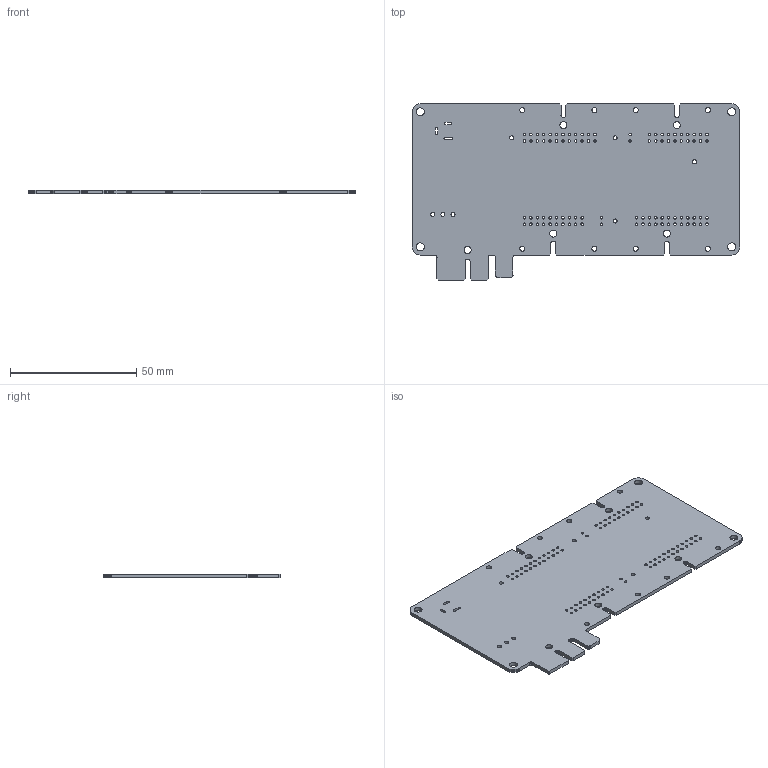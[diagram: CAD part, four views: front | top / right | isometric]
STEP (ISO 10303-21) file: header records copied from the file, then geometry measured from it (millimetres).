
FILE_DESCRIPTION(('Open CASCADE Model'),'2;1');
FILE_NAME('Open CASCADE Shape Model','2012-11-16T12:55:57',('Author'),( 'Open CASCADE'),'Open CASCADE STEP processor 6.2','Open CASCADE 6.2' ,'Unknown');
FILE_SCHEMA(('AUTOMOTIVE_DESIGN_CC2 { 1 2 10303 214 -1 1 5 4 }'));
Length unit declared in the file: millimetre
Products named in the file (2): PCB; Board
Assembly tree (1 placements, depth 2):
  PCB
    Board
Bounding box: 130.02 x 70.01 x 1.48 mm (x, y, z)
Volume: 11560.8 mm3; surface area: 17030.7 mm2
Topology: 1 solids, 1 shells, 330 faces, 984 edges, 656 vertices
Faces by surface type: plane 208, cylinder 122
Full cylindrical faces by diameter (mm): 1 x92, 1.6 x7, 2 x8, 2.8 x5, 3.2 x4
Entity records: 25131 total; most frequent: CARTESIAN_POINT 5404, DIRECTION 3616, LINE 2464, VECTOR 2464, ORIENTED_EDGE 1968, PCURVE 1968, DEFINITIONAL_REPRESENTATION 1968, EDGE_CURVE 984
